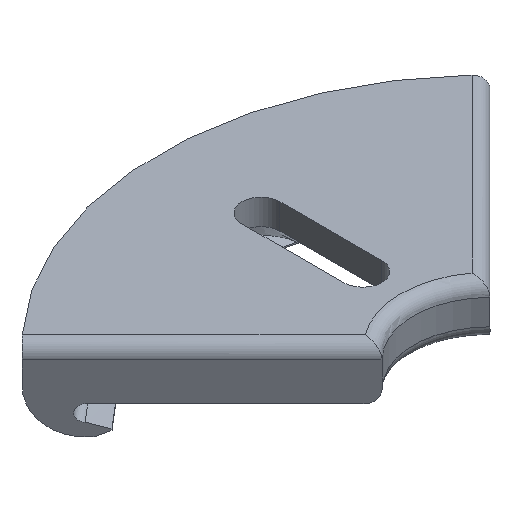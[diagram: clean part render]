
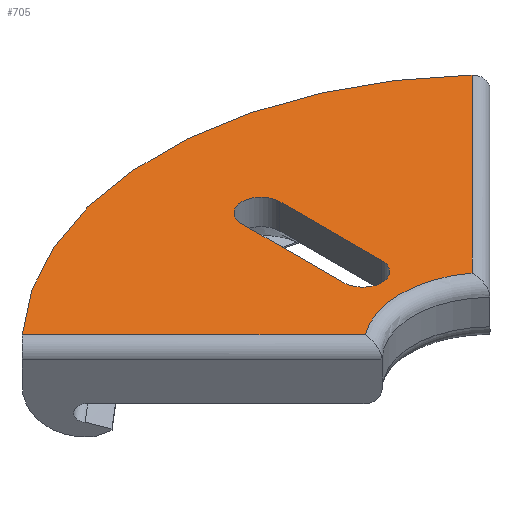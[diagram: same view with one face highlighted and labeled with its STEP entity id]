
A CAD part, isometric view. The second image highlights one B-rep face of the part: STEP entity #705.
In plain terms, the highlighted planar face has unit normal (0, 0, 1).
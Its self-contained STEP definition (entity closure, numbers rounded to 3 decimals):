
#40=CARTESIAN_POINT('',(-35.328,-6.843,9.25));
#163=DIRECTION('',(0.,-1.,0.));
#164=VECTOR('',#163,16.);
#165=CARTESIAN_POINT('',(-3.,-9.,9.25));
#166=LINE('',#165,#164);
#179=DIRECTION('',(0.,1.,0.));
#180=VECTOR('',#179,16.);
#181=CARTESIAN_POINT('',(3.,-25.,9.25));
#182=LINE('',#181,#180);
#204=DIRECTION('',(0.707,-0.707,0.));
#205=VECTOR('',#204,38.105);
#206=CARTESIAN_POINT('',(-35.328,-6.843,9.25));
#207=LINE('',#206,#205);
#208=CARTESIAN_POINT('',(0.,-45.,9.25));
#209=DIRECTION('',(0.,0.,1.));
#210=DIRECTION('',(0.679,0.734,0.));
#211=AXIS2_PLACEMENT_3D('',#208,#209,#210);
#213=DIRECTION('',(0.707,0.707,0.));
#214=VECTOR('',#213,38.105);
#215=CARTESIAN_POINT('',(8.384,-33.788,9.25));
#216=LINE('',#215,#214);
#217=CARTESIAN_POINT('',(0.,-45.,9.25));
#218=DIRECTION('',(0.,0.,-1.));
#219=DIRECTION('',(-0.599,0.801,0.));
#220=AXIS2_PLACEMENT_3D('',#217,#218,#219);
#222=CARTESIAN_POINT('',(0.,-9.,9.25));
#223=DIRECTION('',(0.,0.,-1.));
#224=DIRECTION('',(-1.,0.,0.));
#225=AXIS2_PLACEMENT_3D('',#222,#223,#224);
#227=CARTESIAN_POINT('',(0.,-25.,9.25));
#228=DIRECTION('',(0.,0.,-1.));
#229=DIRECTION('',(1.,0.,0.));
#230=AXIS2_PLACEMENT_3D('',#227,#228,#229);
#236=CARTESIAN_POINT('',(-8.384,-33.788,9.25));
#356=VERTEX_POINT('',#40);
#361=VERTEX_POINT('',#236);
#362=CARTESIAN_POINT('',(8.384,-33.788,9.25));
#363=VERTEX_POINT('',#362);
#364=CARTESIAN_POINT('',(35.328,-6.843,9.25));
#365=VERTEX_POINT('',#364);
#366=CARTESIAN_POINT('',(3.,-25.,9.25));
#367=CARTESIAN_POINT('',(3.,-9.,9.25));
#368=VERTEX_POINT('',#366);
#369=VERTEX_POINT('',#367);
#370=CARTESIAN_POINT('',(-3.,-25.,9.25));
#371=VERTEX_POINT('',#370);
#372=CARTESIAN_POINT('',(-3.,-9.,9.25));
#373=VERTEX_POINT('',#372);
#686=CARTESIAN_POINT('',(0.,7.,9.25));
#687=DIRECTION('',(0.,0.,1.));
#688=DIRECTION('',(1.,0.,0.));
#689=AXIS2_PLACEMENT_3D('',#686,#687,#688);
#690=PLANE('',#689);
#691=ORIENTED_EDGE('',*,*,#449,.F.);
#692=ORIENTED_EDGE('',*,*,#478,.F.);
#694=ORIENTED_EDGE('',*,*,#693,.F.);
#696=ORIENTED_EDGE('',*,*,#695,.F.);
#697=EDGE_LOOP('',(#691,#692,#694,#696));
#698=FACE_OUTER_BOUND('',#697,.F.);
#699=ORIENTED_EDGE('',*,*,#641,.T.);
#700=ORIENTED_EDGE('',*,*,#680,.F.);
#701=ORIENTED_EDGE('',*,*,#611,.T.);
#702=ORIENTED_EDGE('',*,*,#626,.F.);
#703=EDGE_LOOP('',(#699,#700,#701,#702));
#704=FACE_BOUND('',#703,.F.);
#705=ADVANCED_FACE('',(#698,#704),#690,.T.);
#212=CIRCLE('',#211,52.);
#221=CIRCLE('',#220,14.);
#226=CIRCLE('',#225,3.);
#231=CIRCLE('',#230,3.);
#449=EDGE_CURVE('',#356,#361,#207,.T.);
#478=EDGE_CURVE('',#365,#356,#212,.T.);
#611=EDGE_CURVE('',#373,#371,#166,.T.);
#626=EDGE_CURVE('',#368,#371,#231,.T.);
#641=EDGE_CURVE('',#368,#369,#182,.T.);
#680=EDGE_CURVE('',#373,#369,#226,.T.);
#693=EDGE_CURVE('',#363,#365,#216,.T.);
#695=EDGE_CURVE('',#361,#363,#221,.T.);
